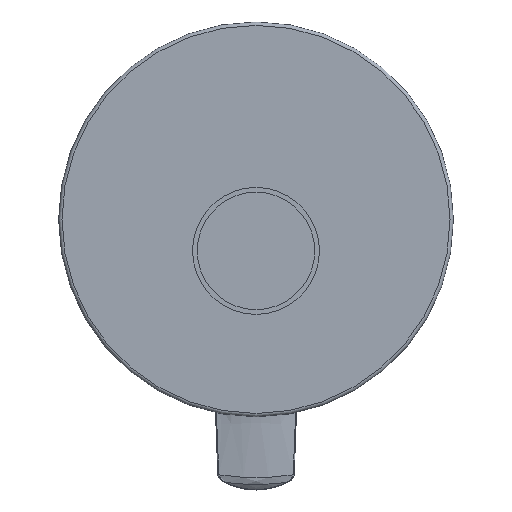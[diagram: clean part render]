
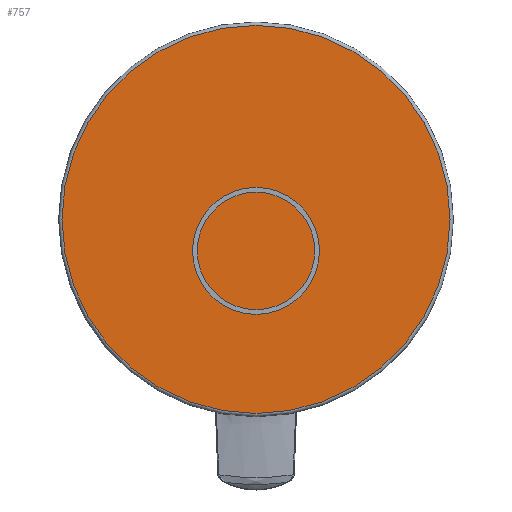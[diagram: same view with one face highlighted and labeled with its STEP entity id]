
A CAD part, left-side view. The second image highlights one B-rep face of the part: STEP entity #757.
In plain terms, the highlighted planar face has unit normal (-1, 0, 0).
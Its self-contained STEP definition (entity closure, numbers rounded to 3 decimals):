
#93=CIRCLE('',#881,80.1);
#120=PLANE('',#880);
#311=ORIENTED_EDGE('',*,*,#411,.T.);
#411=EDGE_CURVE('',#477,#477,#93,.T.);
#477=VERTEX_POINT('',#9831);
#615=EDGE_LOOP('',(#311));
#690=FACE_BOUND('',#615,.T.);
#757=ADVANCED_FACE('',(#690),#120,.F.);
#880=AXIS2_PLACEMENT_3D('',#9829,#991,#992);
#881=AXIS2_PLACEMENT_3D('',#9830,#993,#994);
#991=DIRECTION('',(1.,0.,0.));
#992=DIRECTION('',(0.,1.,0.));
#993=DIRECTION('',(-1.,0.,0.));
#994=DIRECTION('',(0.,0.,-1.));
#9829=CARTESIAN_POINT('',(91.356,-67.429,156.214));
#9830=CARTESIAN_POINT('',(91.356,-67.429,74.714));
#9831=CARTESIAN_POINT('',(91.356,-67.429,-5.386));
